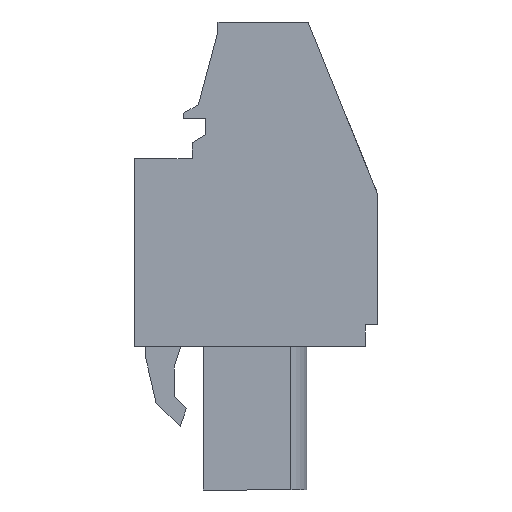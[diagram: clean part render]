
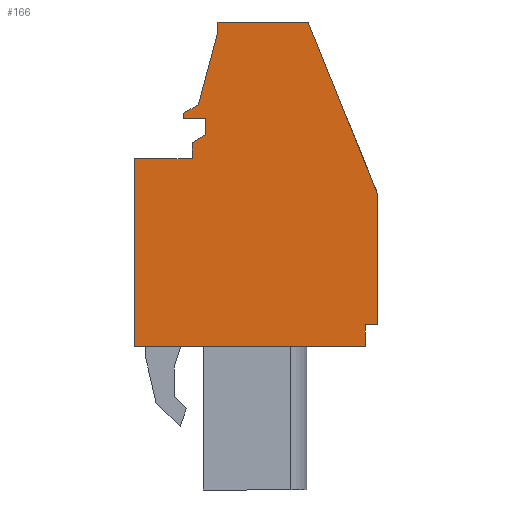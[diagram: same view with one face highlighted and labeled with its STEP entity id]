
A CAD part, left-side view. The second image highlights one B-rep face of the part: STEP entity #166.
In plain terms, the highlighted planar face has unit normal (-1, 0, 0).
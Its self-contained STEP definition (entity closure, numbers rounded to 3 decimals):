
#34=AXIS2_PLACEMENT_3D('Plane Axis2P3D',#31,#32,#33) ;
#31=CARTESIAN_POINT('Axis2P3D Location',(0.,0.,0.)) ;
#36=CARTESIAN_POINT('Line Origine',(0.,6.639,27.199)) ;
#40=CARTESIAN_POINT('Vertex',(0.,4.02,27.199)) ;
#42=CARTESIAN_POINT('Vertex',(0.,9.258,27.199)) ;
#45=CARTESIAN_POINT('Line Origine',(0.,9.258,26.924)) ;
#49=CARTESIAN_POINT('Vertex',(0.,9.258,26.649)) ;
#52=CARTESIAN_POINT('Line Origine',(0.,9.828,24.524)) ;
#56=CARTESIAN_POINT('Vertex',(0.,10.397,22.399)) ;
#59=CARTESIAN_POINT('Line Origine',(0.,10.83,22.149)) ;
#63=CARTESIAN_POINT('Vertex',(0.,11.263,21.899)) ;
#66=CARTESIAN_POINT('Line Origine',(0.,11.263,21.749)) ;
#70=CARTESIAN_POINT('Vertex',(0.,11.263,21.599)) ;
#73=CARTESIAN_POINT('Line Origine',(0.,10.613,21.599)) ;
#77=CARTESIAN_POINT('Vertex',(0.,9.963,21.599)) ;
#80=CARTESIAN_POINT('Line Origine',(0.,9.963,21.124)) ;
#84=CARTESIAN_POINT('Vertex',(0.,9.963,20.649)) ;
#87=CARTESIAN_POINT('Line Origine',(0.,10.363,20.418)) ;
#91=CARTESIAN_POINT('Vertex',(0.,10.763,20.187)) ;
#94=CARTESIAN_POINT('Line Origine',(0.,10.763,19.726)) ;
#98=CARTESIAN_POINT('Vertex',(0.,10.763,19.265)) ;
#101=CARTESIAN_POINT('Line Origine',(0.,12.432,19.265)) ;
#105=CARTESIAN_POINT('Vertex',(0.,14.1,19.265)) ;
#108=CARTESIAN_POINT('Line Origine',(0.,14.1,13.808)) ;
#112=CARTESIAN_POINT('Vertex',(0.,14.1,8.35)) ;
#115=CARTESIAN_POINT('Line Origine',(0.,7.399,8.35)) ;
#119=CARTESIAN_POINT('Vertex',(0.,0.698,8.35)) ;
#122=CARTESIAN_POINT('Line Origine',(0.,0.698,8.974)) ;
#126=CARTESIAN_POINT('Vertex',(0.,0.698,9.599)) ;
#129=CARTESIAN_POINT('Line Origine',(0.,0.349,9.599)) ;
#133=CARTESIAN_POINT('Vertex',(0.,0.,9.599)) ;
#136=CARTESIAN_POINT('Line Origine',(0.,0.,13.424)) ;
#140=CARTESIAN_POINT('Vertex',(0.,0.,17.249)) ;
#143=CARTESIAN_POINT('Line Origine',(0.,2.01,22.224)) ;
#32=DIRECTION('Axis2P3D Direction',(-1.,0.,0.)) ;
#33=DIRECTION('Axis2P3D XDirection',(0.,0.,1.)) ;
#37=DIRECTION('Vector Direction',(0.,1.,0.)) ;
#46=DIRECTION('Vector Direction',(0.,0.,-1.)) ;
#53=DIRECTION('Vector Direction',(0.,0.259,-0.966)) ;
#60=DIRECTION('Vector Direction',(0.,0.866,-0.5)) ;
#67=DIRECTION('Vector Direction',(0.,0.,-1.)) ;
#74=DIRECTION('Vector Direction',(0.,-1.,0.)) ;
#81=DIRECTION('Vector Direction',(0.,0.,-1.)) ;
#88=DIRECTION('Vector Direction',(0.,0.866,-0.5)) ;
#95=DIRECTION('Vector Direction',(0.,0.,-1.)) ;
#102=DIRECTION('Vector Direction',(0.,1.,0.)) ;
#109=DIRECTION('Vector Direction',(0.,0.,-1.)) ;
#116=DIRECTION('Vector Direction',(0.,1.,0.)) ;
#123=DIRECTION('Vector Direction',(0.,0.,-1.)) ;
#130=DIRECTION('Vector Direction',(0.,1.,0.)) ;
#137=DIRECTION('Vector Direction',(0.,0.,1.)) ;
#144=DIRECTION('Vector Direction',(0.,0.375,0.927)) ;
#38=VECTOR('Line Direction',#37,1.) ;
#47=VECTOR('Line Direction',#46,1.) ;
#54=VECTOR('Line Direction',#53,1.) ;
#61=VECTOR('Line Direction',#60,1.) ;
#68=VECTOR('Line Direction',#67,1.) ;
#75=VECTOR('Line Direction',#74,1.) ;
#82=VECTOR('Line Direction',#81,1.) ;
#89=VECTOR('Line Direction',#88,1.) ;
#96=VECTOR('Line Direction',#95,1.) ;
#103=VECTOR('Line Direction',#102,1.) ;
#110=VECTOR('Line Direction',#109,1.) ;
#117=VECTOR('Line Direction',#116,1.) ;
#124=VECTOR('Line Direction',#123,1.) ;
#131=VECTOR('Line Direction',#130,1.) ;
#138=VECTOR('Line Direction',#137,1.) ;
#145=VECTOR('Line Direction',#144,1.) ;
#149=ORIENTED_EDGE('',*,*,#44,.T.) ;
#150=ORIENTED_EDGE('',*,*,#51,.T.) ;
#151=ORIENTED_EDGE('',*,*,#58,.T.) ;
#152=ORIENTED_EDGE('',*,*,#65,.T.) ;
#153=ORIENTED_EDGE('',*,*,#72,.T.) ;
#154=ORIENTED_EDGE('',*,*,#79,.T.) ;
#155=ORIENTED_EDGE('',*,*,#86,.T.) ;
#156=ORIENTED_EDGE('',*,*,#93,.T.) ;
#157=ORIENTED_EDGE('',*,*,#100,.T.) ;
#158=ORIENTED_EDGE('',*,*,#107,.T.) ;
#159=ORIENTED_EDGE('',*,*,#114,.T.) ;
#160=ORIENTED_EDGE('',*,*,#121,.T.) ;
#161=ORIENTED_EDGE('',*,*,#128,.T.) ;
#162=ORIENTED_EDGE('',*,*,#135,.T.) ;
#163=ORIENTED_EDGE('',*,*,#142,.T.) ;
#164=ORIENTED_EDGE('',*,*,#147,.T.) ;
#166=ADVANCED_FACE('HOUSING',(#165),#35,.T.) ;
#44=EDGE_CURVE('',#41,#43,#39,.T.) ;
#51=EDGE_CURVE('',#43,#50,#48,.T.) ;
#58=EDGE_CURVE('',#50,#57,#55,.T.) ;
#65=EDGE_CURVE('',#57,#64,#62,.T.) ;
#72=EDGE_CURVE('',#64,#71,#69,.T.) ;
#79=EDGE_CURVE('',#71,#78,#76,.T.) ;
#86=EDGE_CURVE('',#78,#85,#83,.T.) ;
#93=EDGE_CURVE('',#85,#92,#90,.T.) ;
#100=EDGE_CURVE('',#92,#99,#97,.T.) ;
#107=EDGE_CURVE('',#99,#106,#104,.T.) ;
#114=EDGE_CURVE('',#106,#113,#111,.T.) ;
#121=EDGE_CURVE('',#113,#120,#118,.F.) ;
#128=EDGE_CURVE('',#120,#127,#125,.F.) ;
#135=EDGE_CURVE('',#127,#134,#132,.F.) ;
#142=EDGE_CURVE('',#134,#141,#139,.T.) ;
#147=EDGE_CURVE('',#141,#41,#146,.T.) ;
#148=EDGE_LOOP('',(#149,#150,#151,#152,#153,#154,#155,#156,#157,#158,#159,#160,#161,#162,#163,#164)) ;
#165=FACE_OUTER_BOUND('',#148,.T.) ;
#39=LINE('Line',#36,#38) ;
#48=LINE('Line',#45,#47) ;
#55=LINE('Line',#52,#54) ;
#62=LINE('Line',#59,#61) ;
#69=LINE('Line',#66,#68) ;
#76=LINE('Line',#73,#75) ;
#83=LINE('Line',#80,#82) ;
#90=LINE('Line',#87,#89) ;
#97=LINE('Line',#94,#96) ;
#104=LINE('Line',#101,#103) ;
#111=LINE('Line',#108,#110) ;
#118=LINE('Line',#115,#117) ;
#125=LINE('Line',#122,#124) ;
#132=LINE('Line',#129,#131) ;
#139=LINE('Line',#136,#138) ;
#146=LINE('Line',#143,#145) ;
#35=PLANE('',#34) ;
#41=VERTEX_POINT('',#40) ;
#43=VERTEX_POINT('',#42) ;
#50=VERTEX_POINT('',#49) ;
#57=VERTEX_POINT('',#56) ;
#64=VERTEX_POINT('',#63) ;
#71=VERTEX_POINT('',#70) ;
#78=VERTEX_POINT('',#77) ;
#85=VERTEX_POINT('',#84) ;
#92=VERTEX_POINT('',#91) ;
#99=VERTEX_POINT('',#98) ;
#106=VERTEX_POINT('',#105) ;
#113=VERTEX_POINT('',#112) ;
#120=VERTEX_POINT('',#119) ;
#127=VERTEX_POINT('',#126) ;
#134=VERTEX_POINT('',#133) ;
#141=VERTEX_POINT('',#140) ;
